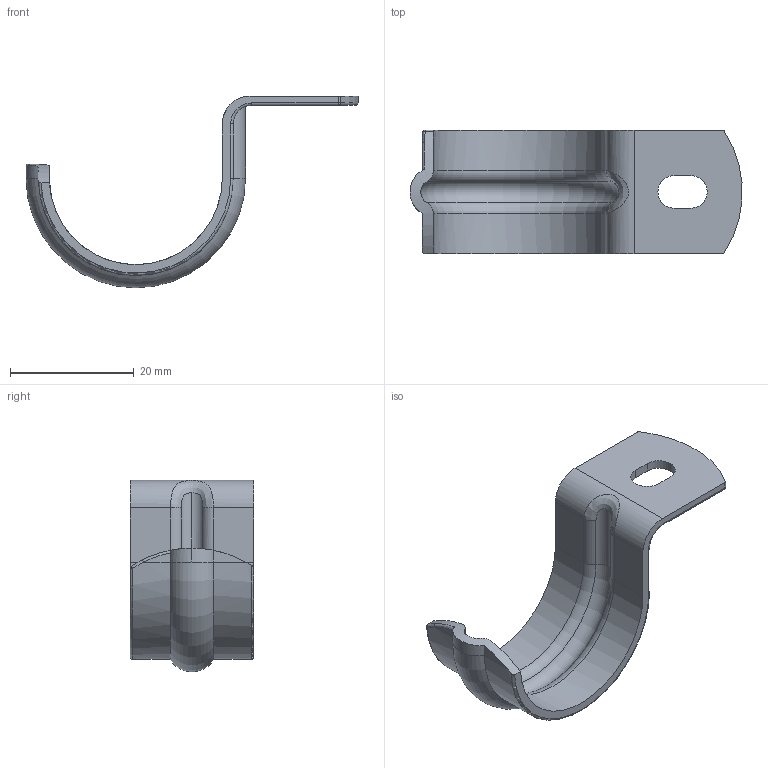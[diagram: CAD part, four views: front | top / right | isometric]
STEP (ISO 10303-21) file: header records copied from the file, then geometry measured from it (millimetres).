
FILE_DESCRIPTION (( 'STEP AP214' ), '1' );
FILE_NAME ('B332 Êðåïëåíèå Ô28 äëÿ ïàíåëåé, òèï A.STEP', '2023-11-15T10:15:59', ( '' ), ( '' ), 'SwSTEP 2.0', 'SolidWorks 2022', '' );
FILE_SCHEMA (( 'AUTOMOTIVE_DESIGN' ));
Length unit declared in the file: millimetre
Products named in the file (1): B332 Крепление Ф28 для панелей, тип A
Bounding box: 53.69 x 20 x 31 mm (x, y, z)
Volume: 2840.4 mm3; surface area: 3643 mm2
Topology: 1 solids, 1 shells, 59 faces, 142 edges, 84 vertices
Faces by surface type: cylinder 30, plane 14, torus 10, sphere 3, bspline 2
Entity records: 2827 total; most frequent: CARTESIAN_POINT 777, DIRECTION 300, ORIENTED_EDGE 282, EDGE_CURVE 141, AXIS2_PLACEMENT_3D 121, VERTEX_POINT 84, CIRCLE 63, UNCERTAINTY_MEASURE_WITH_UNIT 62
